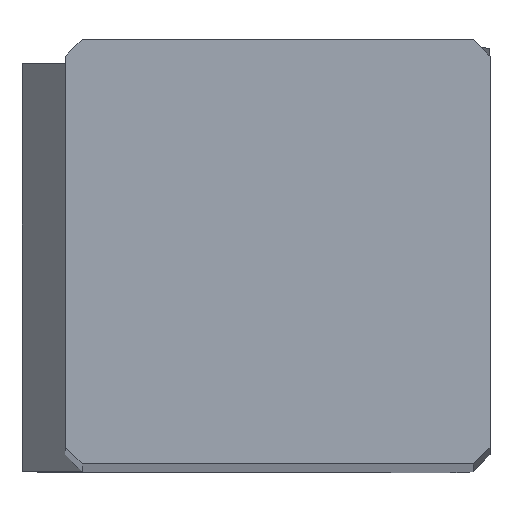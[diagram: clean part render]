
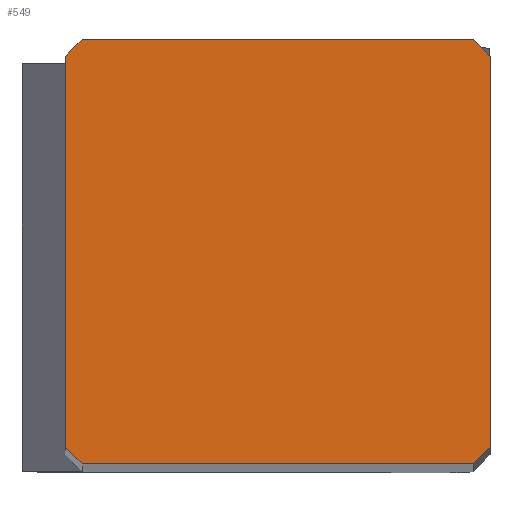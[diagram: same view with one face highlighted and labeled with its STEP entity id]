
A CAD part, top view. The second image highlights one B-rep face of the part: STEP entity #549.
In plain terms, the highlighted planar face has unit normal (0, 0, 1).
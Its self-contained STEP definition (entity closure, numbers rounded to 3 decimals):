
#476=FACE_OUTER_BOUND('',#669,.T.);
#549=ADVANCED_FACE('',(#476),#611,.T.);
#611=PLANE('',#2006);
#669=EDGE_LOOP('',(#888,#889,#890,#891,#892,#893,#894,#895));
#888=ORIENTED_EDGE('',*,*,#1347,.T.);
#889=ORIENTED_EDGE('',*,*,#1348,.F.);
#890=ORIENTED_EDGE('',*,*,#1349,.F.);
#891=ORIENTED_EDGE('',*,*,#1350,.F.);
#892=ORIENTED_EDGE('',*,*,#1351,.T.);
#893=ORIENTED_EDGE('',*,*,#1296,.F.);
#894=ORIENTED_EDGE('',*,*,#1292,.F.);
#895=ORIENTED_EDGE('',*,*,#1344,.F.);
#1146=VERTEX_POINT('',#2649);
#1147=VERTEX_POINT('',#2651);
#1150=VERTEX_POINT('',#2659);
#1185=VERTEX_POINT('',#2775);
#1186=VERTEX_POINT('',#2779);
#1187=VERTEX_POINT('',#2783);
#1188=VERTEX_POINT('',#2785);
#1189=VERTEX_POINT('',#2787);
#1292=EDGE_CURVE('',#1146,#1147,#1604,.T.);
#1296=EDGE_CURVE('',#1147,#1150,#1606,.T.);
#1344=EDGE_CURVE('',#1185,#1146,#1645,.T.);
#1347=EDGE_CURVE('',#1185,#1186,#1648,.T.);
#1348=EDGE_CURVE('',#1187,#1186,#1649,.T.);
#1349=EDGE_CURVE('',#1188,#1187,#1650,.T.);
#1350=EDGE_CURVE('',#1189,#1188,#1651,.T.);
#1351=EDGE_CURVE('',#1189,#1150,#1652,.T.);
#1604=LINE('',#2650,#1725);
#1606=LINE('',#2658,#1727);
#1645=LINE('',#2774,#1766);
#1648=LINE('',#2780,#1769);
#1649=LINE('',#2782,#1770);
#1650=LINE('',#2784,#1771);
#1651=LINE('',#2786,#1772);
#1652=LINE('',#2788,#1773);
#1725=VECTOR('',#2226,1.);
#1727=VECTOR('',#2234,1.);
#1766=VECTOR('',#2311,1.);
#1769=VECTOR('',#2316,1.);
#1770=VECTOR('',#2319,1.);
#1771=VECTOR('',#2320,1.);
#1772=VECTOR('',#2321,1.);
#1773=VECTOR('',#2322,1.);
#2006=AXIS2_PLACEMENT_3D('',#2789,#2323,#2324);
#2226=DIRECTION('',(-1.,0.,0.));
#2234=DIRECTION('',(-0.707,0.707,0.));
#2311=DIRECTION('',(-0.707,-0.707,0.));
#2316=DIRECTION('',(0.,1.,0.));
#2319=DIRECTION('',(0.707,-0.707,0.));
#2320=DIRECTION('',(1.,0.,0.));
#2321=DIRECTION('',(0.707,0.707,0.));
#2322=DIRECTION('',(0.,-1.,0.));
#2323=DIRECTION('',(0.,0.,1.));
#2324=DIRECTION('',(-1.,0.,0.));
#2649=CARTESIAN_POINT('',(12.2,0.,0.));
#2650=CARTESIAN_POINT('',(12.2,0.,0.));
#2651=CARTESIAN_POINT('',(0.5,0.,0.));
#2658=CARTESIAN_POINT('',(0.5,0.,0.));
#2659=CARTESIAN_POINT('',(0.,0.5,0.));
#2774=CARTESIAN_POINT('',(12.7,0.5,0.));
#2775=CARTESIAN_POINT('',(12.7,0.5,0.));
#2779=CARTESIAN_POINT('',(12.7,12.2,0.));
#2780=CARTESIAN_POINT('',(12.7,0.5,0.));
#2782=CARTESIAN_POINT('',(12.2,12.7,0.));
#2783=CARTESIAN_POINT('',(12.2,12.7,0.));
#2784=CARTESIAN_POINT('',(0.5,12.7,0.));
#2785=CARTESIAN_POINT('',(0.5,12.7,0.));
#2786=CARTESIAN_POINT('',(0.,12.2,0.));
#2787=CARTESIAN_POINT('',(0.,12.2,0.));
#2788=CARTESIAN_POINT('',(0.,12.2,0.));
#2789=CARTESIAN_POINT('',(6.35,6.35,0.));
